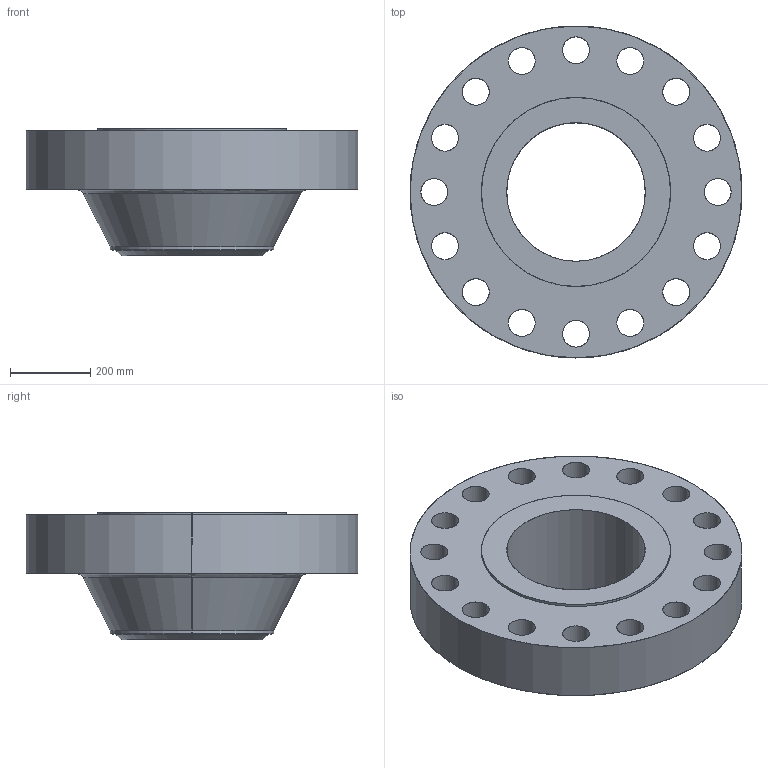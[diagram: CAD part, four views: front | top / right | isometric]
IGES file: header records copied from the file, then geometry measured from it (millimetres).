
Start section: SolidWorks IGES file using analytic representation for surfaces
Global section: file name: 16_1500_B165_RF_WNF_OB_S120.IGS; native system: SolidWorks 2023; preprocessor: SolidWorks 2023; author: Ken_Snader; date: 240117.151839; units: inch
Bounding box: 825.5 x 825.5 x 317.5 mm (x, y, z)
Surface area: 2135131.3 mm2 (no closed solid volume)
Topology: 0 solids, 0 shells, 52 faces, 1728 edges, 1728 vertices
Faces by surface type: revolution 46, bspline 6
